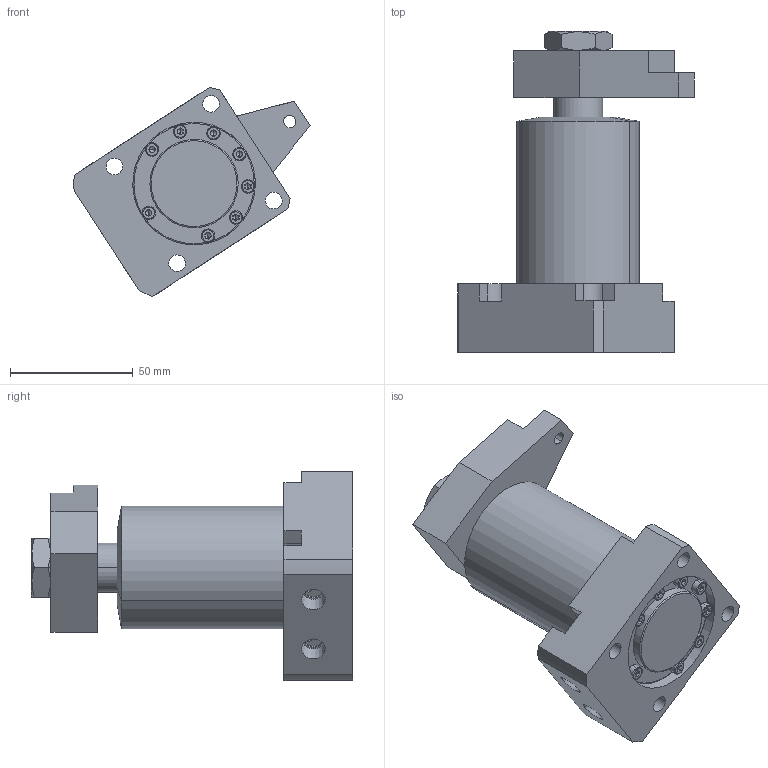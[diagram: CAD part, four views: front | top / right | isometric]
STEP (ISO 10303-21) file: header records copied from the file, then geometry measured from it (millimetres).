
FILE_DESCRIPTION (( 'STEP AP214' ), '1' );
FILE_NAME ('CPF-35D.STEP', '2019-04-13T06:19:54', ( '' ), ( '' ), 'SwSTEP 2.0', 'SolidWorks 2016', '' );
FILE_SCHEMA (( 'AUTOMOTIVE_DESIGN' ));
Length unit declared in the file: millimetre
Products named in the file (8): 綴裔; 菜遠; 掛极; hexagon socket head cap screws gb_GB_FASTENER_SCREWS_HSHCS M3X12-S_1; hex thin nuts grades ab gb_GB_FASTENER_NUT_STNABTT M16X1.5-N_1; CPF-35USL-90G-揤旋_1; CPF-35USL-90G-01; CPF-35D
Assembly tree (14 placements, depth 2):
  CPF-35D
    CPF-35USL-90G-01
    CPF-35USL-90G-揤旋_1
    hex thin nuts grades ab gb_GB_FASTENER_NUT_STNABTT M16X1.5-N_1
    hexagon socket head cap screws gb_GB_FASTENER_SCREWS_HSHCS M3X12-S_1  x8
    掛极
    菜遠
    綴裔
Bounding box: 96.31 x 131 x 85.21 mm (x, y, z)
Volume: 248981.8 mm3; surface area: 71914.5 mm2
Topology: 14 solids, 14 shells, 2245 faces, 4668 edges, 2460 vertices
Faces by surface type: cone 1263, cylinder 746, plane 192, bspline 19, torus 16, sphere 9
Entity records: 16980 total; most frequent: CARTESIAN_POINT 4552, DIRECTION 2706, ORIENTED_EDGE 2320, EDGE_CURVE 1160, AXIS2_PLACEMENT_3D 1092, VERTEX_POINT 680, EDGE_LOOP 612, CIRCLE 550
